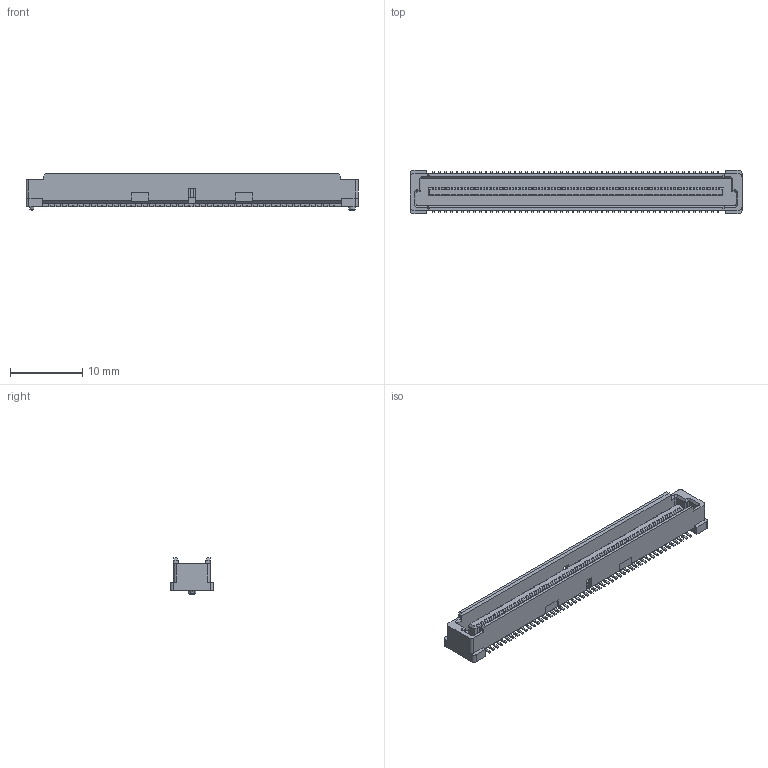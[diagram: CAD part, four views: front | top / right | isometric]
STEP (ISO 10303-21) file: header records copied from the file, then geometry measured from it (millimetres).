
FILE_DESCRIPTION((''),'2;1');
FILE_NAME('C-5177984-4','2015-08-13T',('workeradm'),('Tyco Electronics Ltd.'),'PRO/ENGINEER BY PARAMETRIC TECHNOLOGY CORPORATION, 2014090','PRO/ENGINEER BY PARAMETRIC TECHNOLOGY CORPORATION, 2014090','');
FILE_SCHEMA(('AUTOMOTIVE_DESIGN { 1 0 10303 214 1 1 1 1 }'));
Length unit declared in the file: millimetre
Products named in the file (1): C-5177984-4
Bounding box: 45.8 x 6 x 5.1 mm (x, y, z)
Volume: 545.8 mm3; surface area: 1683.2 mm2
Topology: 1 solids, 1 shells, 1925 faces, 5250 edges, 3426 vertices
Faces by surface type: plane 1695, cylinder 218, cone 12
Entity records: 59876 total; most frequent: CARTESIAN_POINT 10655, ORIENTED_EDGE 10500, DIRECTION 9540, EDGE_CURVE 5250, VECTOR 4794, LINE 4794, VERTEX_POINT 3426, AXIS2_PLACEMENT_3D 2373
